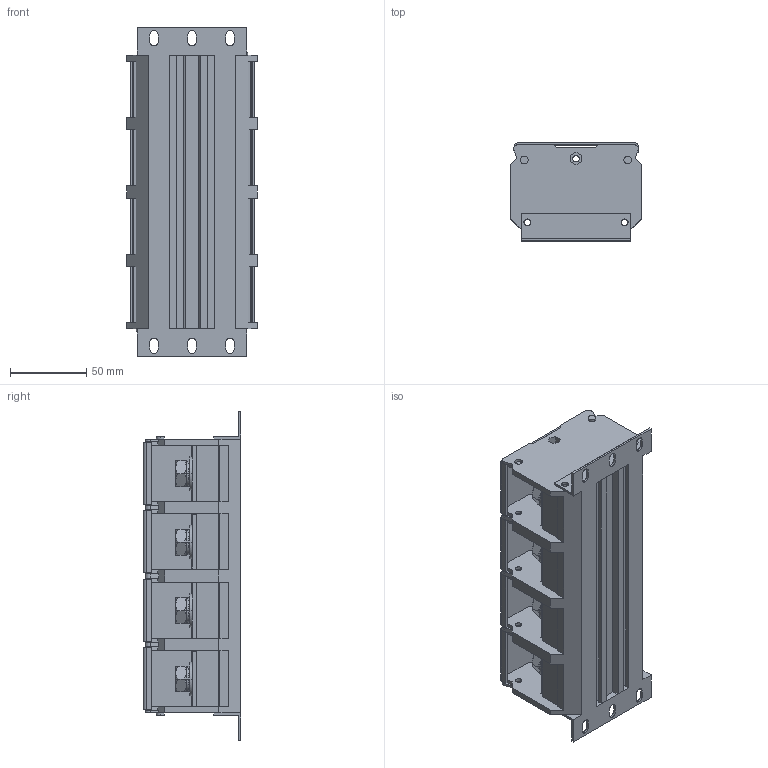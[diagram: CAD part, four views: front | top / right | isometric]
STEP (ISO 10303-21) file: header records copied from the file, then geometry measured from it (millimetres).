
FILE_DESCRIPTION((''),'2;1');
FILE_NAME('UTD-300I_4_18_ASM','2024-07-03T',('dell'),(''),'PRO/ENGINEER BY PARAMETRIC TECHNOLOGY CORPORATION, 2013230','PRO/ENGINEER BY PARAMETRIC TECHNOLOGY CORPORATION, 2013230','');
FILE_SCHEMA(('AUTOMOTIVE_DESIGN { 1 0 10303 214 1 1 1 1 }'));
Products named in the file (1): UTD-300I_4_18_ASM
Bounding box: 86 x 64.3 x 216 mm (x, y, z)
Volume: 451796.7 mm3; surface area: 213038.9 mm2
Topology: 23 solids, 39 shells, 2227 faces, 6150 edges, 3928 vertices
Faces by surface type: plane 1163, cylinder 630, cone 202, bspline 144, sphere 72, torus 16
Entity records: 84207 total; most frequent: CARTESIAN_POINT 27830, ORIENTED_EDGE 12068, DIRECTION 11306, EDGE_CURVE 6034, VERTEX_POINT 3928, AXIS2_PLACEMENT_3D 3851, VECTOR 3604, LINE 3604
